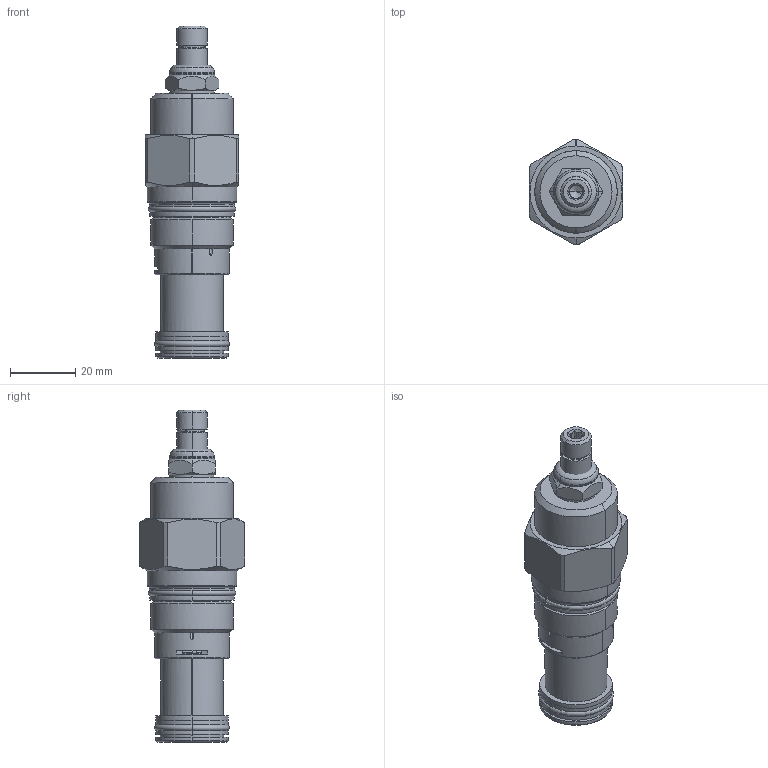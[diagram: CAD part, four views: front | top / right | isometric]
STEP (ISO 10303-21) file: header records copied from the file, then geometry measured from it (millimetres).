
FILE_DESCRIPTION((''),'2;1');
FILE_NAME('RBAALAN_SW_PRT','2021-06-09T',('charlief'),(''),'PRO/ENGINEER BY PARAMETRIC TECHNOLOGY CORPORATION, 2016010','PRO/ENGINEER BY PARAMETRIC TECHNOLOGY CORPORATION, 2016010','');
FILE_SCHEMA(('CONFIG_CONTROL_DESIGN'));
Products named in the file (1): RBAALAN_SW_PRT
Bounding box: 28.57 x 32.21 x 101.65 mm (x, y, z)
Surface area: 13147.4 mm2 (no closed solid volume)
Topology: 0 solids, 0 shells, 217 faces, 1076 edges, 1057 vertices
Faces by surface type: bspline 189, torus 28
Entity records: 45740 total; most frequent: CARTESIAN_POINT 36334, DIRECTION 1542, TRIMMED_CURVE 1218, DEFINITIONAL_REPRESENTATION 1040, PCURVE 1040, COMPOSITE_CURVE_SEGMENT 1040, VECTOR 950, LINE 950
